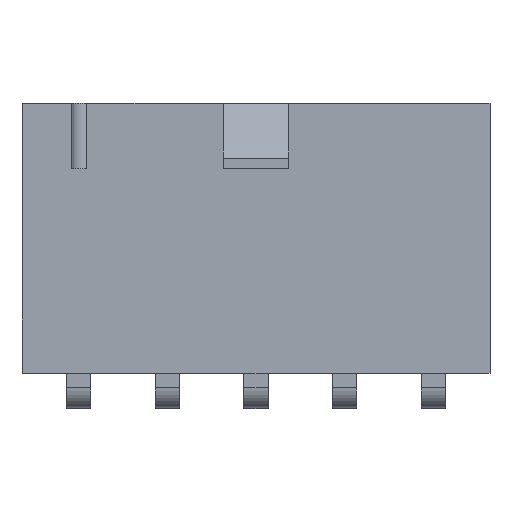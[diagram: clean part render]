
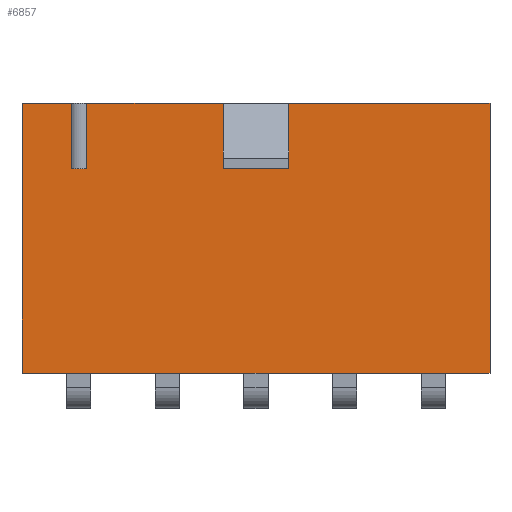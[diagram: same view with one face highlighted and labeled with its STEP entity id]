
A CAD part, top view. The second image highlights one B-rep face of the part: STEP entity #6857.
In plain terms, the highlighted planar face has unit normal (0, 0, 1).
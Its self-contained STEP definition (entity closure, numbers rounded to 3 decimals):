
#774=ORIENTED_EDGE('',*,*,#1766,.F.);
#775=ORIENTED_EDGE('',*,*,#1763,.T.);
#776=ORIENTED_EDGE('',*,*,#1765,.T.);
#777=ORIENTED_EDGE('',*,*,#1906,.T.);
#778=ORIENTED_EDGE('',*,*,#1903,.T.);
#779=ORIENTED_EDGE('',*,*,#1907,.F.);
#780=ORIENTED_EDGE('',*,*,#1908,.F.);
#781=ORIENTED_EDGE('',*,*,#1909,.T.);
#782=ORIENTED_EDGE('',*,*,#1774,.F.);
#783=ORIENTED_EDGE('',*,*,#1776,.F.);
#784=ORIENTED_EDGE('',*,*,#1778,.F.);
#785=ORIENTED_EDGE('',*,*,#1910,.T.);
#1763=EDGE_CURVE('',#2373,#2372,#2870,.T.);
#1765=EDGE_CURVE('',#2372,#2374,#2871,.T.);
#1766=EDGE_CURVE('',#2373,#2375,#2872,.T.);
#1774=EDGE_CURVE('',#2382,#2376,#2880,.T.);
#1776=EDGE_CURVE('',#2383,#2382,#2882,.T.);
#1778=EDGE_CURVE('',#2378,#2383,#2884,.T.);
#1903=EDGE_CURVE('',#2460,#2458,#3009,.T.);
#1906=EDGE_CURVE('',#2374,#2460,#3012,.T.);
#1907=EDGE_CURVE('',#2462,#2458,#3013,.T.);
#1908=EDGE_CURVE('',#2463,#2462,#3014,.T.);
#1909=EDGE_CURVE('',#2463,#2376,#3015,.T.);
#1910=EDGE_CURVE('',#2378,#2375,#3016,.T.);
#2372=VERTEX_POINT('',#9193);
#2373=VERTEX_POINT('',#9194);
#2374=VERTEX_POINT('',#9198);
#2375=VERTEX_POINT('',#9199);
#2376=VERTEX_POINT('',#9204);
#2378=VERTEX_POINT('',#9207);
#2382=VERTEX_POINT('',#9219);
#2383=VERTEX_POINT('',#9223);
#2458=VERTEX_POINT('',#9471);
#2460=VERTEX_POINT('',#9474);
#2462=VERTEX_POINT('',#9481);
#2463=VERTEX_POINT('',#9483);
#2870=LINE('',#9195,#3518);
#2871=LINE('',#9200,#3519);
#2872=LINE('',#9201,#3520);
#2880=LINE('',#9218,#3528);
#2882=LINE('',#9222,#3530);
#2884=LINE('',#9226,#3532);
#3009=LINE('',#9473,#3657);
#3012=LINE('',#9479,#3660);
#3013=LINE('',#9480,#3661);
#3014=LINE('',#9482,#3662);
#3015=LINE('',#9484,#3663);
#3016=LINE('',#9485,#3664);
#3518=VECTOR('',#7812,1000.);
#3519=VECTOR('',#7817,1000.);
#3520=VECTOR('',#7818,1000.);
#3528=VECTOR('',#7832,1000.);
#3530=VECTOR('',#7836,1000.);
#3532=VECTOR('',#7840,1000.);
#3657=VECTOR('',#8057,1000.);
#3660=VECTOR('',#8062,1000.);
#3661=VECTOR('',#8063,1000.);
#3662=VECTOR('',#8064,1000.);
#3663=VECTOR('',#8065,1000.);
#3664=VECTOR('',#8066,1000.);
#4069=EDGE_LOOP('',(#774,#775,#776,#777,#778,#779,#780,#781,#782,#783,#784,
#785));
#4371=FACE_BOUND('',#4069,.T.);
#4660=PLANE('',#7167);
#6857=ADVANCED_FACE('',(#4371),#4660,.T.);
#7167=AXIS2_PLACEMENT_3D('',#9478,#8060,#8061);
#7812=DIRECTION('',(0.,1.,0.));
#7817=DIRECTION('',(1.,0.,0.));
#7818=DIRECTION('',(1.,0.,0.));
#7832=DIRECTION('',(1.,0.,0.));
#7836=DIRECTION('',(0.,-1.,0.));
#7840=DIRECTION('',(-1.,0.,0.));
#8057=DIRECTION('',(-1.,0.,0.));
#8060=DIRECTION('',(0.,0.,1.));
#8061=DIRECTION('',(1.,0.,0.));
#8062=DIRECTION('',(0.,1.,0.));
#8063=DIRECTION('',(0.,1.,0.));
#8064=DIRECTION('',(-1.,0.,0.));
#8065=DIRECTION('',(0.,1.,0.));
#8066=DIRECTION('',(0.,1.,0.));
#9193=CARTESIAN_POINT('',(3.3,8.775,2.7));
#9194=CARTESIAN_POINT('',(3.3,8.025,2.7));
#9195=CARTESIAN_POINT('',(3.3,8.025,2.7));
#9198=CARTESIAN_POINT('',(6.4,8.775,2.7));
#9199=CARTESIAN_POINT('',(6.4,8.025,2.7));
#9200=CARTESIAN_POINT('',(3.3,8.775,2.7));
#9201=CARTESIAN_POINT('',(3.3,8.025,2.7));
#9204=CARTESIAN_POINT('',(6.4,-1.55,2.7));
#9207=CARTESIAN_POINT('',(6.4,1.55,2.7));
#9218=CARTESIAN_POINT('',(3.3,-1.55,2.7));
#9219=CARTESIAN_POINT('',(3.3,-1.55,2.7));
#9222=CARTESIAN_POINT('',(3.3,1.55,2.7));
#9223=CARTESIAN_POINT('',(3.3,1.55,2.7));
#9226=CARTESIAN_POINT('',(6.4,1.55,2.7));
#9471=CARTESIAN_POINT('',(-6.4,11.1,2.7));
#9473=CARTESIAN_POINT('',(6.4,11.1,2.7));
#9474=CARTESIAN_POINT('',(6.4,11.1,2.7));
#9478=CARTESIAN_POINT('',(6.4,-11.1,2.7));
#9479=CARTESIAN_POINT('',(6.4,-11.1,2.7));
#9480=CARTESIAN_POINT('',(-6.4,-11.1,2.7));
#9481=CARTESIAN_POINT('',(-6.4,-11.1,2.7));
#9482=CARTESIAN_POINT('',(6.4,-11.1,2.7));
#9483=CARTESIAN_POINT('',(6.4,-11.1,2.7));
#9484=CARTESIAN_POINT('',(6.4,-11.1,2.7));
#9485=CARTESIAN_POINT('',(6.4,-11.1,2.7));
